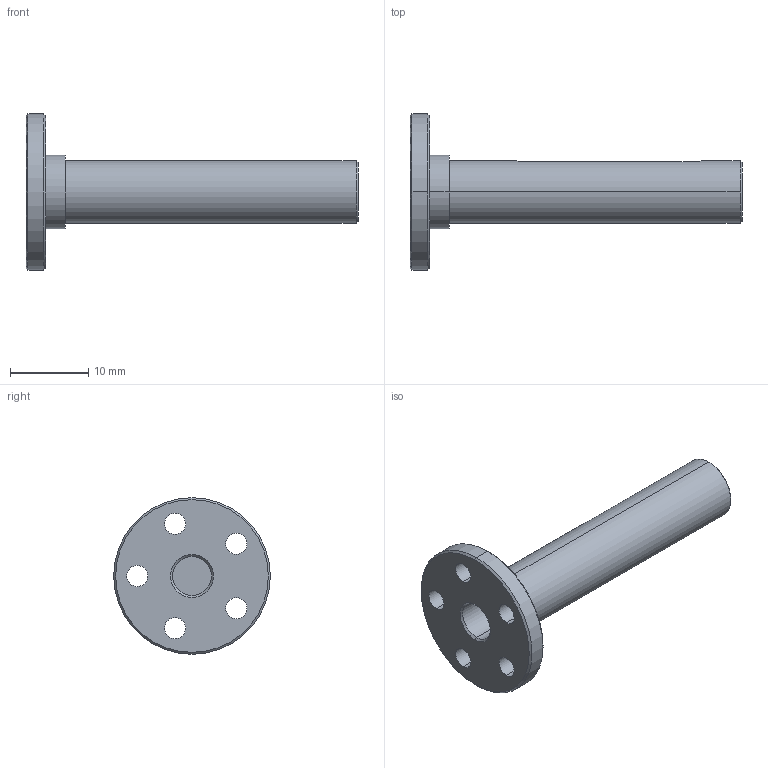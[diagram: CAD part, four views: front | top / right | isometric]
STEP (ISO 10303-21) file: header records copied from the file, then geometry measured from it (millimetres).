
FILE_DESCRIPTION (( 'STEP AP203' ), '1' );
FILE_NAME ('REV-21-2094.STEP', '2023-02-08T15:47:46', ( '' ), ( '' ), 'SwSTEP 2.0', 'SolidWorks 2022', '' );
FILE_SCHEMA (( 'CONFIG_CONTROL_DESIGN' ));
Length unit declared in the file: inch
Products named in the file (1): REV-21-2094
Bounding box: 42.4 x 20 x 20 mm (x, y, z)
Volume: 2368.7 mm3; surface area: 2190.2 mm2
Topology: 1 solids, 1 shells, 40 faces, 92 edges, 57 vertices
Faces by surface type: cylinder 22, cone 10, plane 8
Entity records: 1261 total; most frequent: CARTESIAN_POINT 222, DIRECTION 220, ORIENTED_EDGE 180, AXIS2_PLACEMENT_3D 91, EDGE_CURVE 90, VERTEX_POINT 57, EDGE_LOOP 55, CIRCLE 50
